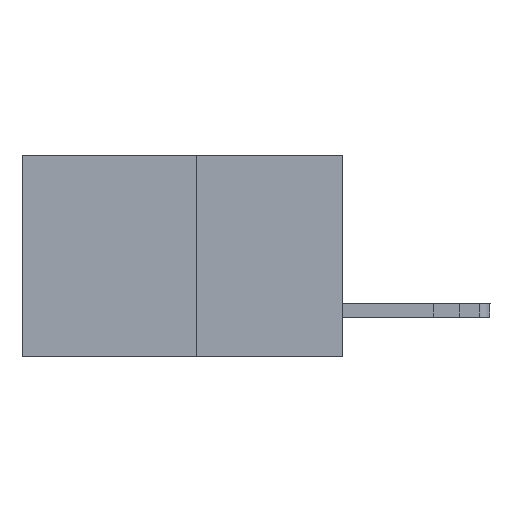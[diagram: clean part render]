
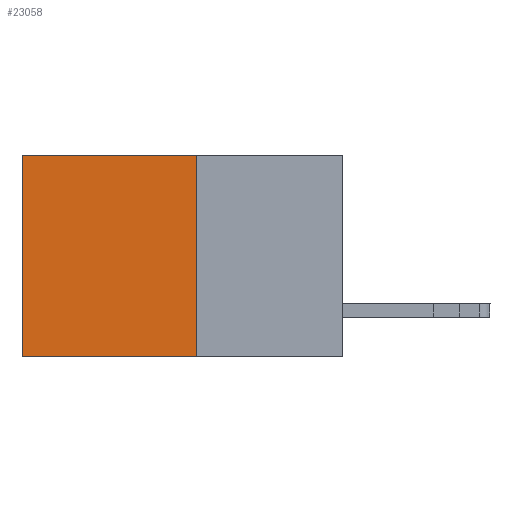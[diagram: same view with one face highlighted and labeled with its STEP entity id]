
A CAD part, left-side view. The second image highlights one B-rep face of the part: STEP entity #23058.
In plain terms, the highlighted planar face has unit normal (-1, 0, 0).
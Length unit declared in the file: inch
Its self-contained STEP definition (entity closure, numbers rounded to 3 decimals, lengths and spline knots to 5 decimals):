
#18 = DIRECTION ( 'NONE',  ( 0., 0., -1. ) ) ;
#22 = CARTESIAN_POINT ( 'NONE',  ( 0.277, 0.27, -0.37 ) ) ;
#616 = VECTOR ( 'NONE', #1964, 39.37008 ) ;
#1137 = DIRECTION ( 'NONE',  ( 0., 0., -1. ) ) ;
#1964 = DIRECTION ( 'NONE',  ( 0., 0., -1. ) ) ;
#3661 = LINE ( 'NONE', #5406, #14853 ) ;
#3848 = VECTOR ( 'NONE', #22268, 39.37008 ) ;
#4188 = CARTESIAN_POINT ( 'NONE',  ( 0.277, 0.59, -0.37 ) ) ;
#4199 = LINE ( 'NONE', #22, #4908 ) ;
#4496 = EDGE_CURVE ( 'NONE', #13005, #20324, #4199, .T. ) ;
#4908 = VECTOR ( 'NONE', #18, 39.37008 ) ;
#5406 = CARTESIAN_POINT ( 'NONE',  ( 0.277, 0.27, 0. ) ) ;
#6619 = CARTESIAN_POINT ( 'NONE',  ( 0.277, 0.59, 0. ) ) ;
#7653 = DIRECTION ( 'NONE',  ( 0., 1., 0. ) ) ;
#8329 = FACE_OUTER_BOUND ( 'NONE', #18557, .T. ) ;
#12279 = CARTESIAN_POINT ( 'NONE',  ( 0.277, 0.27, -0.37 ) ) ;
#13005 = VERTEX_POINT ( 'NONE', #15550 ) ;
#13911 = ORIENTED_EDGE ( 'NONE', *, *, #18504, .T. ) ;
#14211 = CARTESIAN_POINT ( 'NONE',  ( 0.277, 0.27, -0.37 ) ) ;
#14518 = DIRECTION ( 'NONE',  ( 1., 0., 0. ) ) ;
#14668 = VERTEX_POINT ( 'NONE', #18888 ) ;
#14853 = VECTOR ( 'NONE', #7653, 39.37008 ) ;
#15550 = CARTESIAN_POINT ( 'NONE',  ( 0.277, 0.27, 0. ) ) ;
#15994 = EDGE_CURVE ( 'NONE', #22113, #14668, #18491, .T. ) ;
#16491 = LINE ( 'NONE', #24548, #3848 ) ;
#18491 = LINE ( 'NONE', #4188, #616 ) ;
#18504 = EDGE_CURVE ( 'NONE', #13005, #22113, #3661, .T. ) ;
#18557 = EDGE_LOOP ( 'NONE', ( #22603, #21725, #22378, #13911 ) ) ;
#18888 = CARTESIAN_POINT ( 'NONE',  ( 0.277, 0.59, -0.37 ) ) ;
#19765 = AXIS2_PLACEMENT_3D ( 'NONE', #12279, #14518, #1137 ) ;
#20324 = VERTEX_POINT ( 'NONE', #14211 ) ;
#20803 = EDGE_CURVE ( 'NONE', #20324, #14668, #16491, .T. ) ;
#21725 = ORIENTED_EDGE ( 'NONE', *, *, #20803, .F. ) ;
#22113 = VERTEX_POINT ( 'NONE', #6619 ) ;
#22268 = DIRECTION ( 'NONE',  ( 0., 1., 0. ) ) ;
#22378 = ORIENTED_EDGE ( 'NONE', *, *, #4496, .F. ) ;
#22603 = ORIENTED_EDGE ( 'NONE', *, *, #15994, .T. ) ;
#23058 = ADVANCED_FACE ( 'NONE', ( #8329 ), #27821, .F. ) ;
#24548 = CARTESIAN_POINT ( 'NONE',  ( 0.277, 0.27, -0.37 ) ) ;
#27821 = PLANE ( 'NONE',  #19765 ) ;
